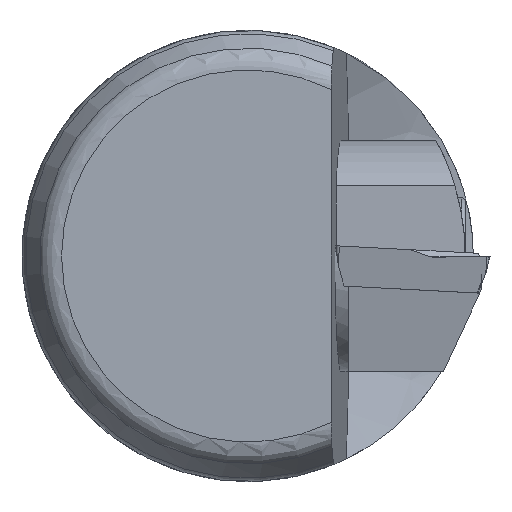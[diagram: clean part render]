
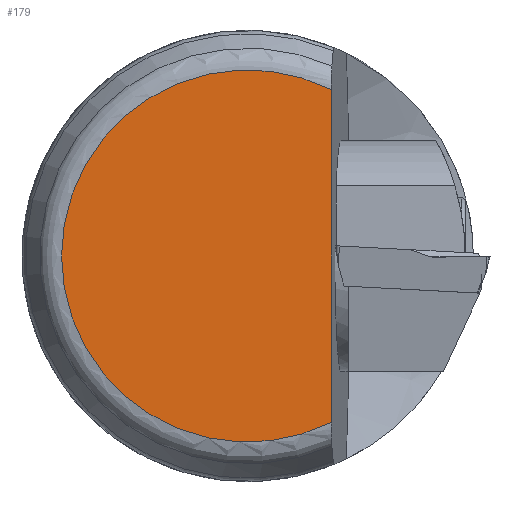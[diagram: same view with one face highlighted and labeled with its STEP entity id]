
A CAD part, left-side view. The second image highlights one B-rep face of the part: STEP entity #179.
In plain terms, the highlighted planar face has unit normal (-1, 0, 0).
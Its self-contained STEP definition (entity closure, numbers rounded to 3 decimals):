
#121=FACE_OUTER_BOUND('',#388,.T.);
#179=ADVANCED_FACE('',(#121),#242,.T.);
#242=PLANE('',#1148);
#285=CIRCLE('',#1146,11.134);
#388=EDGE_LOOP('',(#510,#511));
#510=ORIENTED_EDGE('',*,*,#871,.T.);
#511=ORIENTED_EDGE('',*,*,#859,.T.);
#762=VERTEX_POINT('',#1557);
#763=VERTEX_POINT('',#1559);
#859=EDGE_CURVE('',#763,#762,#992,.T.);
#871=EDGE_CURVE('',#762,#763,#285,.T.);
#992=LINE('',#1558,#1063);
#1063=VECTOR('',#1246,1.);
#1146=AXIS2_PLACEMENT_3D('',#1617,#1269,#1270);
#1148=AXIS2_PLACEMENT_3D('',#1619,#1273,#1274);
#1246=DIRECTION('',(0.,0.,1.));
#1269=DIRECTION('',(-1.,0.,0.));
#1270=DIRECTION('',(0.,-1.,0.));
#1273=DIRECTION('',(-1.,0.,0.));
#1274=DIRECTION('',(0.,-1.,0.));
#1557=CARTESIAN_POINT('',(0.,-5.,9.948));
#1558=CARTESIAN_POINT('',(0.,-5.,0.));
#1559=CARTESIAN_POINT('',(0.,-5.,-9.948));
#1617=CARTESIAN_POINT('',(0.,0.,0.));
#1619=CARTESIAN_POINT('',(0.,0.,0.));
